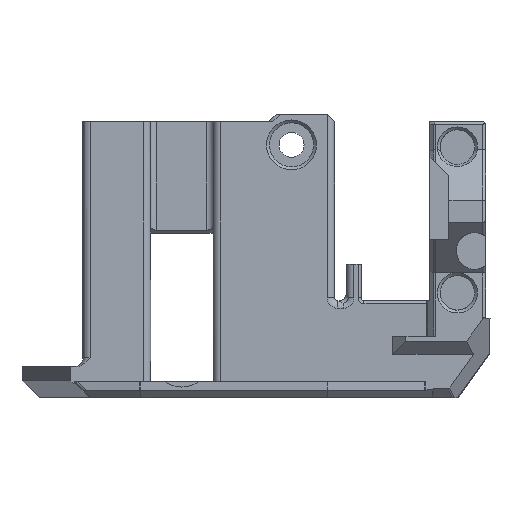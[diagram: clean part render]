
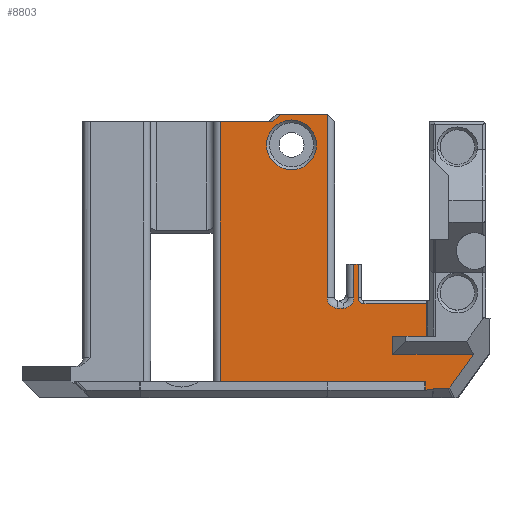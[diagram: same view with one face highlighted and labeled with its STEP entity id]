
A CAD part, left-side view. The second image highlights one B-rep face of the part: STEP entity #8803.
In plain terms, the highlighted planar face has unit normal (-1, 0, 0).
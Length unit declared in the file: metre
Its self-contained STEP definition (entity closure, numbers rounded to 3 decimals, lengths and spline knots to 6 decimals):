
#180=ELLIPSE('',#9331,0.000567,0.0004);
#181=ELLIPSE('',#9332,0.000602,0.0004);
#413=CIRCLE('',#9330,0.0034);
#414=CIRCLE('',#9333,0.0008);
#415=CIRCLE('',#9334,0.0014);
#416=CIRCLE('',#9335,0.0014);
#949=ORIENTED_EDGE('',*,*,#3616,.F.);
#950=ORIENTED_EDGE('',*,*,#3617,.T.);
#951=ORIENTED_EDGE('',*,*,#3618,.F.);
#952=ORIENTED_EDGE('',*,*,#3619,.F.);
#953=ORIENTED_EDGE('',*,*,#3620,.F.);
#954=ORIENTED_EDGE('',*,*,#3621,.F.);
#955=ORIENTED_EDGE('',*,*,#3613,.F.);
#956=ORIENTED_EDGE('',*,*,#3622,.F.);
#957=ORIENTED_EDGE('',*,*,#3602,.F.);
#958=ORIENTED_EDGE('',*,*,#3623,.F.);
#959=ORIENTED_EDGE('',*,*,#3624,.F.);
#960=ORIENTED_EDGE('',*,*,#3625,.F.);
#961=ORIENTED_EDGE('',*,*,#3626,.F.);
#962=ORIENTED_EDGE('',*,*,#3627,.T.);
#963=ORIENTED_EDGE('',*,*,#3628,.F.);
#964=ORIENTED_EDGE('',*,*,#3629,.F.);
#965=ORIENTED_EDGE('',*,*,#3630,.F.);
#966=ORIENTED_EDGE('',*,*,#3631,.F.);
#967=ORIENTED_EDGE('',*,*,#3632,.F.);
#968=ORIENTED_EDGE('',*,*,#3633,.F.);
#969=ORIENTED_EDGE('',*,*,#3634,.T.);
#970=ORIENTED_EDGE('',*,*,#3635,.T.);
#971=ORIENTED_EDGE('',*,*,#3636,.F.);
#972=ORIENTED_EDGE('',*,*,#3637,.F.);
#973=ORIENTED_EDGE('',*,*,#3638,.F.);
#3602=EDGE_CURVE('',#4932,#4933,#5817,.T.);
#3613=EDGE_CURVE('',#4942,#4943,#5827,.T.);
#3616=EDGE_CURVE('',#4944,#4944,#413,.T.);
#3617=EDGE_CURVE('',#4945,#4946,#5830,.T.);
#3618=EDGE_CURVE('',#4947,#4946,#180,.T.);
#3619=EDGE_CURVE('',#4948,#4947,#5831,.T.);
#3620=EDGE_CURVE('',#4949,#4948,#181,.T.);
#3621=EDGE_CURVE('',#4943,#4949,#5832,.T.);
#3622=EDGE_CURVE('',#4933,#4942,#5833,.T.);
#3623=EDGE_CURVE('',#4950,#4932,#5834,.T.);
#3624=EDGE_CURVE('',#4951,#4950,#5835,.T.);
#3625=EDGE_CURVE('',#4952,#4951,#414,.T.);
#3626=EDGE_CURVE('',#4953,#4952,#5836,.T.);
#3627=EDGE_CURVE('',#4953,#4954,#5837,.T.);
#3628=EDGE_CURVE('',#4955,#4954,#5838,.T.);
#3629=EDGE_CURVE('',#4956,#4955,#415,.T.);
#3630=EDGE_CURVE('',#4957,#4956,#5839,.T.);
#3631=EDGE_CURVE('',#4958,#4957,#416,.T.);
#3632=EDGE_CURVE('',#4959,#4958,#5840,.T.);
#3633=EDGE_CURVE('',#4960,#4959,#5841,.T.);
#3634=EDGE_CURVE('',#4960,#4961,#5842,.T.);
#3635=EDGE_CURVE('',#4961,#4962,#5843,.T.);
#3636=EDGE_CURVE('',#4963,#4962,#5844,.T.);
#3637=EDGE_CURVE('',#4964,#4963,#5845,.T.);
#3638=EDGE_CURVE('',#4945,#4964,#5846,.T.);
#4932=VERTEX_POINT('',#13002);
#4933=VERTEX_POINT('',#13004);
#4942=VERTEX_POINT('',#13026);
#4943=VERTEX_POINT('',#13027);
#4944=VERTEX_POINT('',#13032);
#4945=VERTEX_POINT('',#13034);
#4946=VERTEX_POINT('',#13035);
#4947=VERTEX_POINT('',#13037);
#4948=VERTEX_POINT('',#13039);
#4949=VERTEX_POINT('',#13041);
#4950=VERTEX_POINT('',#13045);
#4951=VERTEX_POINT('',#13047);
#4952=VERTEX_POINT('',#13049);
#4953=VERTEX_POINT('',#13051);
#4954=VERTEX_POINT('',#13053);
#4955=VERTEX_POINT('',#13055);
#4956=VERTEX_POINT('',#13057);
#4957=VERTEX_POINT('',#13059);
#4958=VERTEX_POINT('',#13061);
#4959=VERTEX_POINT('',#13063);
#4960=VERTEX_POINT('',#13065);
#4961=VERTEX_POINT('',#13067);
#4962=VERTEX_POINT('',#13069);
#4963=VERTEX_POINT('',#13071);
#4964=VERTEX_POINT('',#13073);
#5817=LINE('',#13003,#6671);
#5827=LINE('',#13025,#6681);
#5830=LINE('',#13033,#6684);
#5831=LINE('',#13038,#6685);
#5832=LINE('',#13042,#6686);
#5833=LINE('',#13043,#6687);
#5834=LINE('',#13044,#6688);
#5835=LINE('',#13046,#6689);
#5836=LINE('',#13050,#6690);
#5837=LINE('',#13052,#6691);
#5838=LINE('',#13054,#6692);
#5839=LINE('',#13058,#6693);
#5840=LINE('',#13062,#6694);
#5841=LINE('',#13064,#6695);
#5842=LINE('',#13066,#6696);
#5843=LINE('',#13068,#6697);
#5844=LINE('',#13070,#6698);
#5845=LINE('',#13072,#6699);
#5846=LINE('',#13074,#6700);
#6671=VECTOR('',#10309,1.);
#6681=VECTOR('',#10325,1.);
#6684=VECTOR('',#10332,1.);
#6685=VECTOR('',#10335,1.);
#6686=VECTOR('',#10338,1.);
#6687=VECTOR('',#10339,1.);
#6688=VECTOR('',#10340,1.);
#6689=VECTOR('',#10341,1.);
#6690=VECTOR('',#10344,1.);
#6691=VECTOR('',#10345,1.);
#6692=VECTOR('',#10346,1.);
#6693=VECTOR('',#10349,1.);
#6694=VECTOR('',#10352,1.);
#6695=VECTOR('',#10353,1.);
#6696=VECTOR('',#10354,1.);
#6697=VECTOR('',#10355,1.);
#6698=VECTOR('',#10356,1.);
#6699=VECTOR('',#10357,1.);
#6700=VECTOR('',#10358,1.);
#7434=EDGE_LOOP('',(#949));
#7435=EDGE_LOOP('',(#950,#951,#952,#953,#954,#955,#956,#957,#958,#959,#960,
#961,#962,#963,#964,#965,#966,#967,#968,#969,#970,#971,#972,#973));
#7979=FACE_BOUND('',#7434,.T.);
#7980=FACE_BOUND('',#7435,.T.);
#8520=PLANE('',#9329);
#8803=ADVANCED_FACE('',(#7979,#7980),#8520,.T.);
#9329=AXIS2_PLACEMENT_3D('',#13030,#10328,#10329);
#9330=AXIS2_PLACEMENT_3D('',#13031,#10330,#10331);
#9331=AXIS2_PLACEMENT_3D('',#13036,#10333,#10334);
#9332=AXIS2_PLACEMENT_3D('',#13040,#10336,#10337);
#9333=AXIS2_PLACEMENT_3D('',#13048,#10342,#10343);
#9334=AXIS2_PLACEMENT_3D('',#13056,#10347,#10348);
#9335=AXIS2_PLACEMENT_3D('',#13060,#10350,#10351);
#10309=DIRECTION('',(0.,1.,0.));
#10325=DIRECTION('',(0.,-1.,0.));
#10328=DIRECTION('',(-1.,0.,0.));
#10329=DIRECTION('',(0.,-1.,0.));
#10330=DIRECTION('',(-1.,0.,0.));
#10331=DIRECTION('',(0.,-1.,0.));
#10332=DIRECTION('',(0.,-0.984,0.176));
#10333=DIRECTION('',(-1.,0.,0.));
#10334=DIRECTION('',(0.,0.09,-0.996));
#10335=DIRECTION('',(0.,1.,0.));
#10336=DIRECTION('',(1.,0.,0.));
#10337=DIRECTION('',(0.,0.458,0.889));
#10338=DIRECTION('',(0.,0.581,-0.814));
#10339=DIRECTION('',(0.,0.,-1.));
#10340=DIRECTION('',(0.,0.,-1.));
#10341=DIRECTION('',(0.,-1.,0.));
#10342=DIRECTION('',(-1.,0.,0.));
#10343=DIRECTION('',(0.,-1.,0.));
#10344=DIRECTION('',(0.,0.,-1.));
#10345=DIRECTION('',(0.,1.,0.));
#10346=DIRECTION('',(0.,0.,1.));
#10347=DIRECTION('',(-1.,0.,0.));
#10348=DIRECTION('',(0.,1.,0.));
#10349=DIRECTION('',(0.,-1.,0.));
#10350=DIRECTION('',(-1.,0.,0.));
#10351=DIRECTION('',(0.,1.,0.));
#10352=DIRECTION('',(0.,0.,-1.));
#10353=DIRECTION('',(0.,-1.,0.));
#10354=DIRECTION('',(0.,0.707,-0.707));
#10355=DIRECTION('',(0.,1.,0.));
#10356=DIRECTION('',(0.,0.,1.));
#10357=DIRECTION('',(0.,1.,0.));
#10358=DIRECTION('',(0.,0.,1.));
#13002=CARTESIAN_POINT('',(-0.366684,-0.017035,0.0084));
#13003=CARTESIAN_POINT('',(-0.366684,-0.012279,0.0084));
#13004=CARTESIAN_POINT('',(-0.366684,-0.012379,0.0084));
#13025=CARTESIAN_POINT('',(-0.366684,-0.018359,0.0059));
#13026=CARTESIAN_POINT('',(-0.366684,-0.012379,0.0059));
#13027=CARTESIAN_POINT('',(-0.366684,-0.023395,0.0059));
#13030=CARTESIAN_POINT('',(-0.366684,0.029879,0.0032));
#13031=CARTESIAN_POINT('',(-0.366684,0.00142,0.034464));
#13032=CARTESIAN_POINT('',(-0.366684,-0.00198,0.034464));
#13033=CARTESIAN_POINT('',(-0.366684,0.028044,-0.007036));
#13034=CARTESIAN_POINT('',(-0.366684,-0.01682,0.001006));
#13035=CARTESIAN_POINT('',(-0.366684,-0.017874,0.001195));
#13036=CARTESIAN_POINT('',(-0.366684,-0.017899,0.000634));
#13037=CARTESIAN_POINT('',(-0.366684,-0.017925,0.0012));
#13038=CARTESIAN_POINT('',(-0.366684,0.020768,0.0012));
#13039=CARTESIAN_POINT('',(-0.366684,-0.019892,0.0012));
#13040=CARTESIAN_POINT('',(-0.366684,-0.019747,0.001766));
#13041=CARTESIAN_POINT('',(-0.366684,-0.020122,0.001318));
#13042=CARTESIAN_POINT('',(-0.366684,-0.020427,0.001745));
#13043=CARTESIAN_POINT('',(-0.366684,-0.012379,0.0045));
#13044=CARTESIAN_POINT('',(-0.366684,-0.017035,0.019315));
#13045=CARTESIAN_POINT('',(-0.366684,-0.017035,0.0128));
#13046=CARTESIAN_POINT('',(-0.366684,0.007188,0.0128));
#13047=CARTESIAN_POINT('',(-0.366684,-0.008454,0.0128));
#13048=CARTESIAN_POINT('',(-0.366684,-0.008454,0.0136));
#13049=CARTESIAN_POINT('',(-0.366684,-0.007654,0.0136));
#13050=CARTESIAN_POINT('',(-0.366684,-0.007654,0.0082));
#13051=CARTESIAN_POINT('',(-0.366684,-0.007654,0.0182));
#13052=CARTESIAN_POINT('',(-0.366684,0.029879,0.0182));
#13053=CARTESIAN_POINT('',(-0.366684,-0.007054,0.0182));
#13054=CARTESIAN_POINT('',(-0.366684,-0.007054,0.0052));
#13055=CARTESIAN_POINT('',(-0.366684,-0.007054,0.0136));
#13056=CARTESIAN_POINT('',(-0.366684,-0.005654,0.0136));
#13057=CARTESIAN_POINT('',(-0.366684,-0.005654,0.0122));
#13058=CARTESIAN_POINT('',(-0.366684,0.007188,0.0122));
#13059=CARTESIAN_POINT('',(-0.366684,-0.004846,0.0122));
#13060=CARTESIAN_POINT('',(-0.366684,-0.004846,0.0136));
#13061=CARTESIAN_POINT('',(-0.366684,-0.003446,0.0136));
#13062=CARTESIAN_POINT('',(-0.366684,-0.003446,0.014308));
#13063=CARTESIAN_POINT('',(-0.366684,-0.003446,0.03863));
#13064=CARTESIAN_POINT('',(-0.366684,0.00867,0.03863));
#13065=CARTESIAN_POINT('',(-0.366684,0.002963,0.03863));
#13066=CARTESIAN_POINT('',(-0.366684,0.018941,0.022652));
#13067=CARTESIAN_POINT('',(-0.366684,0.003965,0.03763));
#13068=CARTESIAN_POINT('',(-0.366684,0.029879,0.03763));
#13069=CARTESIAN_POINT('',(-0.366684,0.011129,0.03763));
#13070=CARTESIAN_POINT('',(-0.366684,0.011129,0.020415));
#13071=CARTESIAN_POINT('',(-0.366684,0.011129,0.0022));
#13072=CARTESIAN_POINT('',(-0.366684,0.00867,0.0022));
#13073=CARTESIAN_POINT('',(-0.366684,-0.01682,0.0022));
#13074=CARTESIAN_POINT('',(-0.366684,-0.01682,0.0024));
